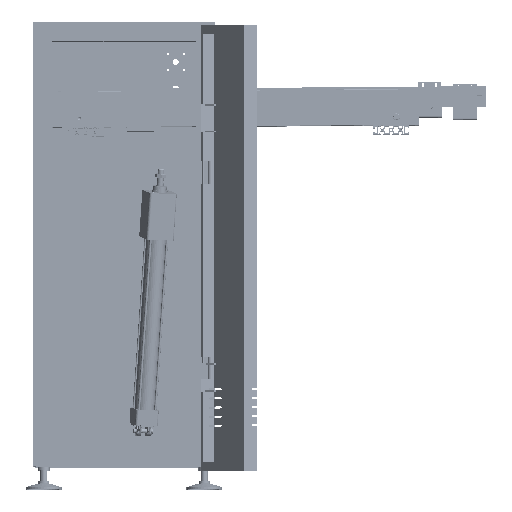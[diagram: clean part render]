
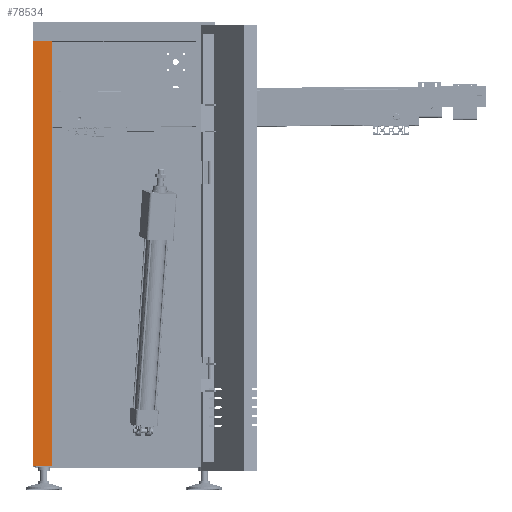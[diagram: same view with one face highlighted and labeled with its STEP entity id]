
A CAD part, top view. The second image highlights one B-rep face of the part: STEP entity #78534.
In plain terms, the highlighted face is planar.
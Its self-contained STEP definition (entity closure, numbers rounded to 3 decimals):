
#688 = DIRECTION ( 'NONE',  ( 1., 0., 0. ) ) ;
#6307 = CARTESIAN_POINT ( 'NONE',  ( 28381.832, -9545.378, -41.5 ) ) ;
#12834 = CARTESIAN_POINT ( 'NONE',  ( 28381.832, -10485.378, -41.5 ) ) ;
#12865 = CARTESIAN_POINT ( 'NONE',  ( 28381.832, -10485.378, 0. ) ) ;
#15751 = ORIENTED_EDGE ( 'NONE', *, *, #31281, .T. ) ;
#17452 = LINE ( 'NONE', #6307, #136286 ) ;
#17784 = VECTOR ( 'NONE', #78504, 1000. ) ;
#20401 = CARTESIAN_POINT ( 'NONE',  ( 28381.832, -10485.378, -41.5 ) ) ;
#22422 = ORIENTED_EDGE ( 'NONE', *, *, #56558, .F. ) ;
#30995 = EDGE_CURVE ( 'NONE', #59986, #95299, #94440, .T. ) ;
#31281 = EDGE_CURVE ( 'NONE', #136695, #40798, #17452, .T. ) ;
#34541 = LINE ( 'NONE', #12865, #38109 ) ;
#38109 = VECTOR ( 'NONE', #77156, 1000. ) ;
#39937 = DIRECTION ( 'NONE',  ( 0., 0., 1. ) ) ;
#40798 = VERTEX_POINT ( 'NONE', #114478 ) ;
#43268 = PLANE ( 'NONE',  #89150 ) ;
#56151 = ORIENTED_EDGE ( 'NONE', *, *, #30995, .F. ) ;
#56558 = EDGE_CURVE ( 'NONE', #95299, #40798, #34541, .T. ) ;
#59986 = VERTEX_POINT ( 'NONE', #131219 ) ;
#64261 = FACE_OUTER_BOUND ( 'NONE', #94073, .T. ) ;
#65078 = VECTOR ( 'NONE', #39937, 1000. ) ;
#71466 = DIRECTION ( 'NONE',  ( 0., 0., -1. ) ) ;
#77156 = DIRECTION ( 'NONE',  ( 0., 1., 0. ) ) ;
#78504 = DIRECTION ( 'NONE',  ( 0., 1., 0. ) ) ;
#78534 = ADVANCED_FACE ( 'NONE', ( #64261 ), #43268, .T. ) ;
#86878 = LINE ( 'NONE', #12834, #17784 ) ;
#89150 = AXIS2_PLACEMENT_3D ( 'NONE', #95683, #688, #71466 ) ;
#94073 = EDGE_LOOP ( 'NONE', ( #22422, #56151, #114411, #15751 ) ) ;
#94440 = LINE ( 'NONE', #20401, #65078 ) ;
#95299 = VERTEX_POINT ( 'NONE', #135572 ) ;
#95683 = CARTESIAN_POINT ( 'NONE',  ( 28381.832, -10485.378, -41.5 ) ) ;
#114411 = ORIENTED_EDGE ( 'NONE', *, *, #114976, .T. ) ;
#114478 = CARTESIAN_POINT ( 'NONE',  ( 28381.832, -9545.378, 0. ) ) ;
#114976 = EDGE_CURVE ( 'NONE', #59986, #136695, #86878, .T. ) ;
#115563 = CARTESIAN_POINT ( 'NONE',  ( 28381.832, -9545.378, -41.5 ) ) ;
#131219 = CARTESIAN_POINT ( 'NONE',  ( 28381.832, -10485.378, -41.5 ) ) ;
#134617 = DIRECTION ( 'NONE',  ( 0., 0., 1. ) ) ;
#135572 = CARTESIAN_POINT ( 'NONE',  ( 28381.832, -10485.378, 0. ) ) ;
#136286 = VECTOR ( 'NONE', #134617, 1000. ) ;
#136695 = VERTEX_POINT ( 'NONE', #115563 ) ;
